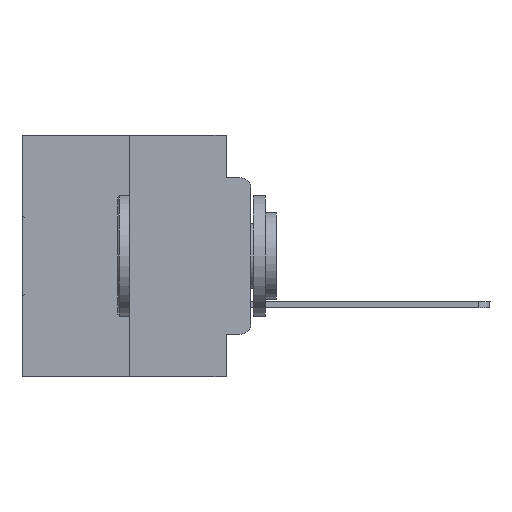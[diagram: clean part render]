
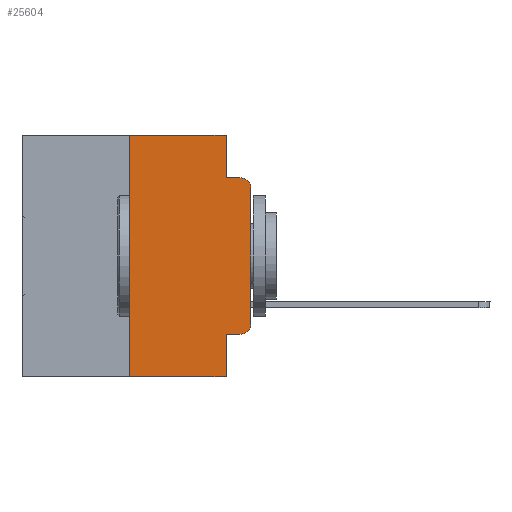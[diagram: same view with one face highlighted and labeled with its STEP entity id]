
A CAD part, left-side view. The second image highlights one B-rep face of the part: STEP entity #25604.
In plain terms, the highlighted planar face has unit normal (-1, 0, 0).
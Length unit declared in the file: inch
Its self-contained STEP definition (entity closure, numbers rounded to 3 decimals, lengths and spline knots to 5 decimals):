
#137 = CARTESIAN_POINT ( 'NONE',  ( 0., 0.473, -0.5 ) ) ;
#446 = CARTESIAN_POINT ( 'NONE',  ( 0., 0.051, -0.4115 ) ) ;
#641 = DIRECTION ( 'NONE',  ( 0., 0., -1. ) ) ;
#848 = EDGE_CURVE ( 'NONE', #27797, #2484, #12173, .T. ) ;
#1172 = ORIENTED_EDGE ( 'NONE', *, *, #7793, .F. ) ;
#1376 = CARTESIAN_POINT ( 'NONE',  ( 0., 0., -0.3915 ) ) ;
#1762 = CARTESIAN_POINT ( 'NONE',  ( 0., 0.25, 0. ) ) ;
#2223 = CARTESIAN_POINT ( 'NONE',  ( 0., 0.02, -0.1085 ) ) ;
#2228 = CARTESIAN_POINT ( 'NONE',  ( 0., 0.051, 0. ) ) ;
#2484 = VERTEX_POINT ( 'NONE', #1376 ) ;
#2888 = LINE ( 'NONE', #27039, #13038 ) ;
#3120 = DIRECTION ( 'NONE',  ( -1., 0., 0. ) ) ;
#4033 = DIRECTION ( 'NONE',  ( 0., 0., -1. ) ) ;
#5704 = VERTEX_POINT ( 'NONE', #12015 ) ;
#6191 = VECTOR ( 'NONE', #10024, 39.37008 ) ;
#6446 = EDGE_CURVE ( 'NONE', #7102, #27797, #20326, .T. ) ;
#6602 = VECTOR ( 'NONE', #14811, 39.37008 ) ;
#6842 = DIRECTION ( 'NONE',  ( 0., 0., 1. ) ) ;
#7057 = VERTEX_POINT ( 'NONE', #23250 ) ;
#7102 = VERTEX_POINT ( 'NONE', #446 ) ;
#7199 = CARTESIAN_POINT ( 'NONE',  ( 0., 0.051, -0.5 ) ) ;
#7289 = ORIENTED_EDGE ( 'NONE', *, *, #9319, .T. ) ;
#7453 = DIRECTION ( 'NONE',  ( 0., 0., 1. ) ) ;
#7793 = EDGE_CURVE ( 'NONE', #7102, #12512, #2888, .T. ) ;
#7867 = EDGE_CURVE ( 'NONE', #31477, #20985, #21852, .T. ) ;
#8829 = VERTEX_POINT ( 'NONE', #25569 ) ;
#9319 = EDGE_CURVE ( 'NONE', #2484, #8829, #20157, .T. ) ;
#9531 = AXIS2_PLACEMENT_3D ( 'NONE', #31504, #3120, #641 ) ;
#10024 = DIRECTION ( 'NONE',  ( 0., -1., 0. ) ) ;
#10308 = FACE_OUTER_BOUND ( 'NONE', #15537, .T. ) ;
#11097 = EDGE_CURVE ( 'NONE', #17390, #5704, #28506, .T. ) ;
#11384 = VECTOR ( 'NONE', #6842, 39.37008 ) ;
#11683 = DIRECTION ( 'NONE',  ( 0., -1., 0. ) ) ;
#12015 = CARTESIAN_POINT ( 'NONE',  ( 0., 0.02, -0.0885 ) ) ;
#12173 = CIRCLE ( 'NONE', #9531, 0.02 ) ;
#12512 = VERTEX_POINT ( 'NONE', #7199 ) ;
#12891 = EDGE_CURVE ( 'NONE', #20985, #7057, #23129, .T. ) ;
#12919 = CARTESIAN_POINT ( 'NONE',  ( 0., 0.051, -0.0885 ) ) ;
#13038 = VECTOR ( 'NONE', #31947, 39.37008 ) ;
#13676 = LINE ( 'NONE', #137, #29814 ) ;
#14174 = ORIENTED_EDGE ( 'NONE', *, *, #848, .T. ) ;
#14329 = DIRECTION ( 'NONE',  ( 1., 0., 0. ) ) ;
#14811 = DIRECTION ( 'NONE',  ( 0., 0., -1. ) ) ;
#15524 = CARTESIAN_POINT ( 'NONE',  ( 0., 0.02, -0.4115 ) ) ;
#15537 = EDGE_LOOP ( 'NONE', ( #7289, #31622, #18675, #17086, #29575, #16291, #30817, #1172, #32588, #14174 ) ) ;
#15846 = VECTOR ( 'NONE', #11683, 39.37008 ) ;
#16291 = ORIENTED_EDGE ( 'NONE', *, *, #7867, .F. ) ;
#16964 = CARTESIAN_POINT ( 'NONE',  ( 0., 0.051, -0.0885 ) ) ;
#17086 = ORIENTED_EDGE ( 'NONE', *, *, #31383, .F. ) ;
#17390 = VERTEX_POINT ( 'NONE', #16964 ) ;
#18675 = ORIENTED_EDGE ( 'NONE', *, *, #11097, .F. ) ;
#19744 = VECTOR ( 'NONE', #7453, 39.37008 ) ;
#20157 = LINE ( 'NONE', #30568, #19744 ) ;
#20326 = LINE ( 'NONE', #33318, #6191 ) ;
#20625 = DIRECTION ( 'NONE',  ( -1., 0., 0. ) ) ;
#20985 = VERTEX_POINT ( 'NONE', #32809 ) ;
#21113 = LINE ( 'NONE', #2228, #6602 ) ;
#21731 = CARTESIAN_POINT ( 'NONE',  ( 0., 0.473, 0. ) ) ;
#21852 = LINE ( 'NONE', #1762, #11384 ) ;
#21955 = PLANE ( 'NONE',  #29726 ) ;
#23129 = LINE ( 'NONE', #29816, #15846 ) ;
#23250 = CARTESIAN_POINT ( 'NONE',  ( 0., 0.051, 0. ) ) ;
#23579 = EDGE_CURVE ( 'NONE', #31477, #12512, #13676, .T. ) ;
#23585 = DIRECTION ( 'NONE',  ( 0., -1., 0. ) ) ;
#24016 = EDGE_CURVE ( 'NONE', #8829, #5704, #29381, .T. ) ;
#25273 = VECTOR ( 'NONE', #23585, 39.37008 ) ;
#25569 = CARTESIAN_POINT ( 'NONE',  ( 0., 0., -0.1085 ) ) ;
#25604 = ADVANCED_FACE ( 'NONE', ( #10308 ), #21955, .F. ) ;
#27039 = CARTESIAN_POINT ( 'NONE',  ( 0., 0.051, 0. ) ) ;
#27797 = VERTEX_POINT ( 'NONE', #15524 ) ;
#28506 = LINE ( 'NONE', #12919, #25273 ) ;
#29207 = DIRECTION ( 'NONE',  ( 0., -1., 0. ) ) ;
#29381 = CIRCLE ( 'NONE', #29477, 0.02 ) ;
#29477 = AXIS2_PLACEMENT_3D ( 'NONE', #2223, #20625, #33316 ) ;
#29575 = ORIENTED_EDGE ( 'NONE', *, *, #12891, .F. ) ;
#29726 = AXIS2_PLACEMENT_3D ( 'NONE', #21731, #14329, #4033 ) ;
#29814 = VECTOR ( 'NONE', #29207, 39.37008 ) ;
#29816 = CARTESIAN_POINT ( 'NONE',  ( 0., 0.473, 0. ) ) ;
#30568 = CARTESIAN_POINT ( 'NONE',  ( 0., 0., 0. ) ) ;
#30817 = ORIENTED_EDGE ( 'NONE', *, *, #23579, .T. ) ;
#31383 = EDGE_CURVE ( 'NONE', #7057, #17390, #21113, .T. ) ;
#31477 = VERTEX_POINT ( 'NONE', #32888 ) ;
#31504 = CARTESIAN_POINT ( 'NONE',  ( 0., 0.02, -0.3915 ) ) ;
#31622 = ORIENTED_EDGE ( 'NONE', *, *, #24016, .T. ) ;
#31947 = DIRECTION ( 'NONE',  ( 0., 0., -1. ) ) ;
#32588 = ORIENTED_EDGE ( 'NONE', *, *, #6446, .T. ) ;
#32809 = CARTESIAN_POINT ( 'NONE',  ( 0., 0.25, 0. ) ) ;
#32888 = CARTESIAN_POINT ( 'NONE',  ( 0., 0.25, -0.5 ) ) ;
#33316 = DIRECTION ( 'NONE',  ( 0., 0., -1. ) ) ;
#33318 = CARTESIAN_POINT ( 'NONE',  ( 0., 0.051, -0.4115 ) ) ;
